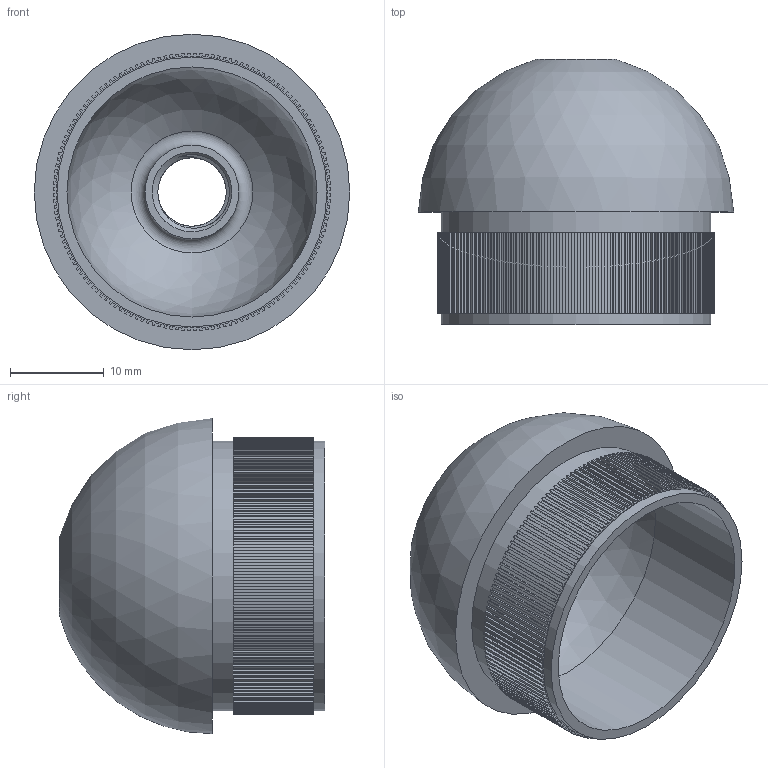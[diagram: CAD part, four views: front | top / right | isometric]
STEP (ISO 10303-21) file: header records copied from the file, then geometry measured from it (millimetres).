
FILE_DESCRIPTION(/* description */ (''),/* implementation_level */ '2;1');
FILE_NAME(/* name */ 'Kappen_hohl_X120.stp',/* time_stamp */ '2017-06-15T09:44:31+02:00',/* author */ (''),/* organization */ (''),/* preprocessor_version */ 'ST-DEVELOPER v16',/* originating_system */ 'SIEMENS PLM Software NX 11.0',/* authorisation */ '');
FILE_SCHEMA (('AUTOMOTIVE_DESIGN { 1 0 10303 214 3 1 1 1 }'));
Length unit declared in the file: millimetre
Products named in the file (1): Goge1D3CD327kvky
Bounding box: 33.7 x 28.3 x 33.7 mm (x, y, z)
Volume: 6269.7 mm3; surface area: 6257.9 mm2
Topology: 1 solids, 1 shells, 594 faces, 1764 edges, 1176 vertices
Faces by surface type: plane 437, cylinder 150, sphere 2, cone 2, bspline 2, torus 1
Full cylindrical faces by diameter (mm): 10 x1, 26.7 x1, 28.823 x2
Entity records: 21088 total; most frequent: CARTESIAN_POINT 4879, ORIENTED_EDGE 3504, DIRECTION 3236, EDGE_CURVE 1752, LINE 1440, VECTOR 1440, VERTEX_POINT 1172, AXIS2_PLACEMENT_3D 898
